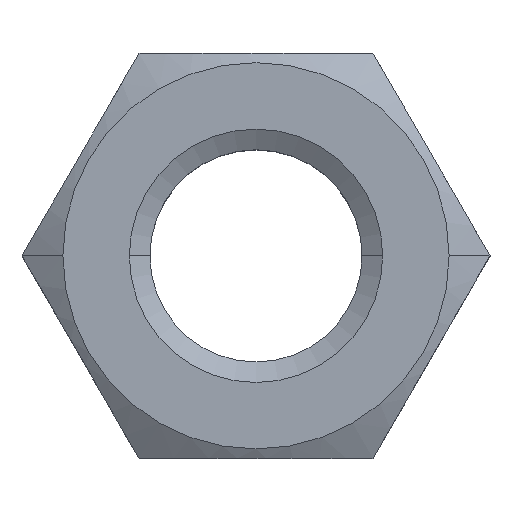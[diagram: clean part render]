
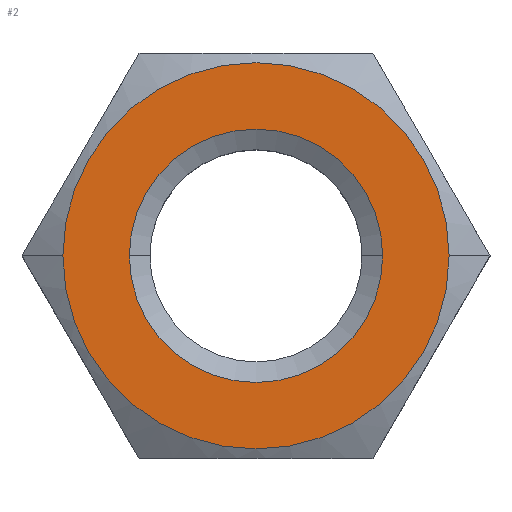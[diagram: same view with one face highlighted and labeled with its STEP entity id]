
A CAD part, top view. The second image highlights one B-rep face of the part: STEP entity #2.
In plain terms, the highlighted planar face has unit normal (0, 0, 1).
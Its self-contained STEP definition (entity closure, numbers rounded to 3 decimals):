
#2 = ADVANCED_FACE ( 'NONE', ( #269, #297 ), #308, .T. ) ;
#11 = ORIENTED_EDGE ( 'NONE', *, *, #95, .F. ) ;
#22 = EDGE_LOOP ( 'NONE', ( #11, #30 ) ) ;
#24 = EDGE_LOOP ( 'NONE', ( #166, #25 ) ) ;
#25 = ORIENTED_EDGE ( 'NONE', *, *, #40, .T. ) ;
#30 = ORIENTED_EDGE ( 'NONE', *, *, #35, .F. ) ;
#35 = EDGE_CURVE ( 'NONE', #187, #188, #270, .T. ) ;
#40 = EDGE_CURVE ( 'NONE', #106, #107, #215, .T. ) ;
#95 = EDGE_CURVE ( 'NONE', #188, #187, #459, .T. ) ;
#106 = VERTEX_POINT ( 'NONE', #472 ) ;
#107 = VERTEX_POINT ( 'NONE', #471 ) ;
#152 = EDGE_CURVE ( 'NONE', #107, #106, #390, .T. ) ;
#166 = ORIENTED_EDGE ( 'NONE', *, *, #152, .T. ) ;
#187 = VERTEX_POINT ( 'NONE', #632 ) ;
#188 = VERTEX_POINT ( 'NONE', #631 ) ;
#207 = DIRECTION ( 'NONE',  ( 1., 0., 0. ) ) ;
#208 = DIRECTION ( 'NONE',  ( 0., 0., -1. ) ) ;
#209 = AXIS2_PLACEMENT_3D ( 'NONE', #222, #208, #207 ) ;
#215 = CIRCLE ( 'NONE', #209, 5. ) ;
#218 = DIRECTION ( 'NONE',  ( 0., 0., 1. ) ) ;
#222 = CARTESIAN_POINT ( 'NONE',  ( 0., 0., 0. ) ) ;
#235 = DIRECTION ( 'NONE',  ( -1., 0., 0. ) ) ;
#236 = DIRECTION ( 'NONE',  ( 0., 0., -1. ) ) ;
#240 = CARTESIAN_POINT ( 'NONE',  ( 0., 0., 0. ) ) ;
#241 = AXIS2_PLACEMENT_3D ( 'NONE', #240, #236, #235 ) ;
#253 = CARTESIAN_POINT ( 'NONE',  ( 9.238, 0., 0. ) ) ;
#269 = FACE_BOUND ( 'NONE', #24, .T. ) ;
#270 = CIRCLE ( 'NONE', #241, 7.625 ) ;
#275 = DIRECTION ( 'NONE',  ( 1., 0., 0. ) ) ;
#281 = AXIS2_PLACEMENT_3D ( 'NONE', #253, #218, #275 ) ;
#297 = FACE_OUTER_BOUND ( 'NONE', #22, .T. ) ;
#308 = PLANE ( 'NONE',  #281 ) ;
#386 = DIRECTION ( 'NONE',  ( 1., 0., 0. ) ) ;
#387 = DIRECTION ( 'NONE',  ( 0., 0., -1. ) ) ;
#388 = CARTESIAN_POINT ( 'NONE',  ( 0., 0., 0. ) ) ;
#389 = AXIS2_PLACEMENT_3D ( 'NONE', #388, #387, #386 ) ;
#390 = CIRCLE ( 'NONE', #389, 5. ) ;
#441 = DIRECTION ( 'NONE',  ( -1., 0., 0. ) ) ;
#454 = DIRECTION ( 'NONE',  ( 0., 0., -1. ) ) ;
#455 = CARTESIAN_POINT ( 'NONE',  ( 0., 0., 0. ) ) ;
#456 = AXIS2_PLACEMENT_3D ( 'NONE', #455, #454, #441 ) ;
#459 = CIRCLE ( 'NONE', #456, 7.625 ) ;
#471 = CARTESIAN_POINT ( 'NONE',  ( 5., 0., 0. ) ) ;
#472 = CARTESIAN_POINT ( 'NONE',  ( -5., 0., 0. ) ) ;
#631 = CARTESIAN_POINT ( 'NONE',  ( -7.625, 0., 0. ) ) ;
#632 = CARTESIAN_POINT ( 'NONE',  ( 7.625, 0., 0. ) ) ;
